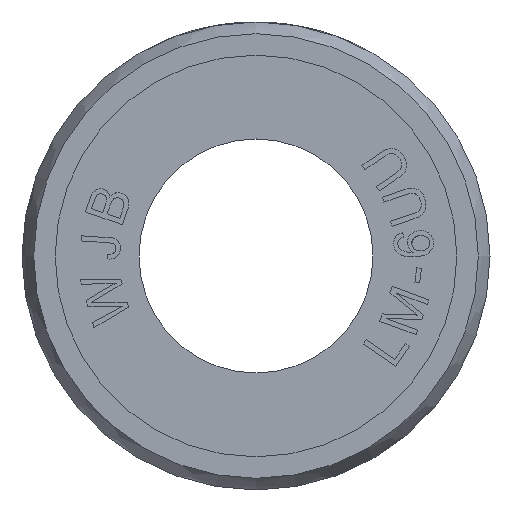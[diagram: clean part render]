
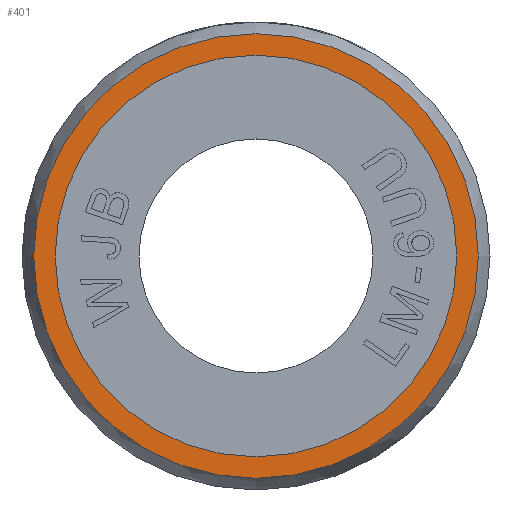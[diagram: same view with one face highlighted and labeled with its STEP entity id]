
A CAD part, left-side view. The second image highlights one B-rep face of the part: STEP entity #401.
In plain terms, the highlighted planar face has unit normal (-1, 0, 0).
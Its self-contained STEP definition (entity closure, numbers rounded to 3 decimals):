
#401=ADVANCED_FACE('',(#902,#903),#656,.T.);
#656=PLANE('',#4719);
#831=CIRCLE('',#4717,5.7);
#832=CIRCLE('',#4718,5.15);
#902=FACE_BOUND('',#980,.T.);
#903=FACE_BOUND('',#981,.T.);
#980=EDGE_LOOP('',(#2197));
#981=EDGE_LOOP('',(#2198));
#2197=ORIENTED_EDGE('',*,*,#3897,.T.);
#2198=ORIENTED_EDGE('',*,*,#3898,.F.);
#3465=VERTEX_POINT('',#7001);
#3466=VERTEX_POINT('',#7031);
#3897=EDGE_CURVE('',#3465,#3465,#831,.T.);
#3898=EDGE_CURVE('',#3466,#3466,#832,.T.);
#4717=AXIS2_PLACEMENT_3D('',#7000,#5094,#5095);
#4718=AXIS2_PLACEMENT_3D('',#7030,#5096,#5097);
#4719=AXIS2_PLACEMENT_3D('',#7032,#5098,#5099);
#5094=DIRECTION('',(-1.,0.,0.));
#5095=DIRECTION('',(0.,0.,1.));
#5096=DIRECTION('',(-1.,0.,0.));
#5097=DIRECTION('',(0.,0.,1.));
#5098=DIRECTION('',(-1.,0.,0.));
#5099=DIRECTION('',(0.,0.,1.));
#7000=CARTESIAN_POINT('',(0.,0.,0.));
#7001=CARTESIAN_POINT('',(0.,0.,5.7));
#7030=CARTESIAN_POINT('',(0.,0.,0.));
#7031=CARTESIAN_POINT('',(0.,0.,5.15));
#7032=CARTESIAN_POINT('',(0.,0.,5.425));
